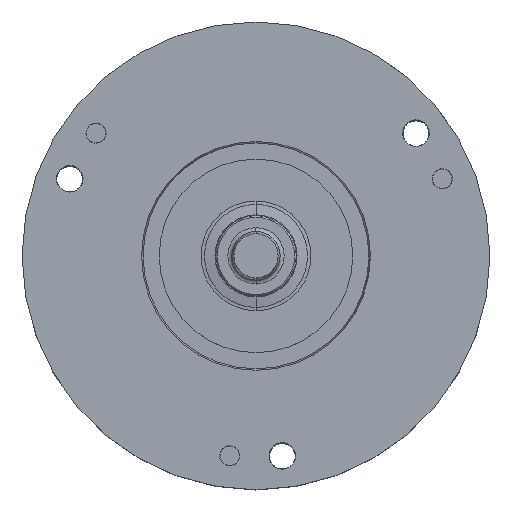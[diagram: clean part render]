
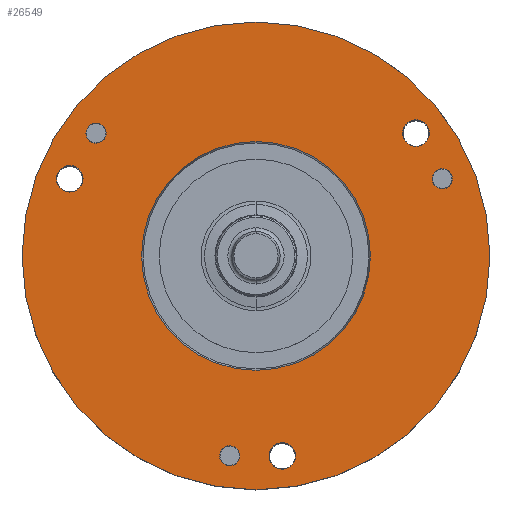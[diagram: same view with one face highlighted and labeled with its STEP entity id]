
A CAD part, top view. The second image highlights one B-rep face of the part: STEP entity #26549.
In plain terms, the highlighted planar face has unit normal (0, 0, 1).
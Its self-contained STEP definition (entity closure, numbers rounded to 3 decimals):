
#4235=CARTESIAN_POINT('',(0.,0.,25.));
#4236=DIRECTION('',(0.,0.,1.));
#4237=DIRECTION('',(1.,0.,0.));
#4238=AXIS2_PLACEMENT_3D('',#4235,#4236,#4237);
#4240=CARTESIAN_POINT('',(0.,0.,25.));
#4241=DIRECTION('',(0.,0.,1.));
#4242=DIRECTION('',(-1.,0.,0.));
#4243=AXIS2_PLACEMENT_3D('',#4240,#4241,#4242);
#4245=CARTESIAN_POINT('',(-19.834,15.219,25.));
#4246=DIRECTION('',(0.,0.,-1.));
#4247=DIRECTION('',(-0.793,0.609,0.));
#4248=AXIS2_PLACEMENT_3D('',#4245,#4246,#4247);
#4250=CARTESIAN_POINT('',(-19.834,15.219,25.));
#4251=DIRECTION('',(0.,0.,-1.));
#4252=DIRECTION('',(0.793,-0.609,0.));
#4253=AXIS2_PLACEMENT_3D('',#4250,#4251,#4252);
#4255=CARTESIAN_POINT('',(-3.263,-24.786,25.));
#4256=DIRECTION('',(0.,0.,-1.));
#4257=DIRECTION('',(-0.131,-0.991,0.));
#4258=AXIS2_PLACEMENT_3D('',#4255,#4256,#4257);
#4260=CARTESIAN_POINT('',(-3.263,-24.786,25.));
#4261=DIRECTION('',(0.,0.,-1.));
#4262=DIRECTION('',(0.131,0.991,0.));
#4263=AXIS2_PLACEMENT_3D('',#4260,#4261,#4262);
#4265=CARTESIAN_POINT('',(23.097,9.567,25.));
#4266=DIRECTION('',(0.,0.,-1.));
#4267=DIRECTION('',(0.924,0.383,0.));
#4268=AXIS2_PLACEMENT_3D('',#4265,#4266,#4267);
#4270=CARTESIAN_POINT('',(23.097,9.567,25.));
#4271=DIRECTION('',(0.,0.,-1.));
#4272=DIRECTION('',(-0.924,-0.383,0.));
#4273=AXIS2_PLACEMENT_3D('',#4270,#4271,#4272);
#4275=CARTESIAN_POINT('',(3.263,-24.786,25.));
#4276=DIRECTION('',(0.,0.,1.));
#4277=DIRECTION('',(0.,-1.,0.));
#4278=AXIS2_PLACEMENT_3D('',#4275,#4276,#4277);
#4280=CARTESIAN_POINT('',(3.263,-24.786,25.));
#4281=DIRECTION('',(0.,0.,1.));
#4282=DIRECTION('',(0.,1.,0.));
#4283=AXIS2_PLACEMENT_3D('',#4280,#4281,#4282);
#4285=CARTESIAN_POINT('',(19.834,15.219,25.));
#4286=DIRECTION('',(0.,0.,1.));
#4287=DIRECTION('',(0.,-1.,0.));
#4288=AXIS2_PLACEMENT_3D('',#4285,#4286,#4287);
#4290=CARTESIAN_POINT('',(19.834,15.219,25.));
#4291=DIRECTION('',(0.,0.,1.));
#4292=DIRECTION('',(0.,1.,0.));
#4293=AXIS2_PLACEMENT_3D('',#4290,#4291,#4292);
#4295=CARTESIAN_POINT('',(-23.097,9.567,25.));
#4296=DIRECTION('',(0.,0.,1.));
#4297=DIRECTION('',(0.,-1.,0.));
#4298=AXIS2_PLACEMENT_3D('',#4295,#4296,#4297);
#4300=CARTESIAN_POINT('',(-23.097,9.567,25.));
#4301=DIRECTION('',(0.,0.,1.));
#4302=DIRECTION('',(0.,1.,0.));
#4303=AXIS2_PLACEMENT_3D('',#4300,#4301,#4302);
#4314=CARTESIAN_POINT('',(0.,0.,25.));
#4315=DIRECTION('',(0.,0.,-1.));
#4316=DIRECTION('',(-1.,0.,0.));
#4317=AXIS2_PLACEMENT_3D('',#4314,#4315,#4316);
#4343=CARTESIAN_POINT('',(0.,0.,25.));
#4344=DIRECTION('',(0.,0.,-1.));
#4345=DIRECTION('',(1.,0.,0.));
#4346=AXIS2_PLACEMENT_3D('',#4343,#4344,#4345);
#20841=CARTESIAN_POINT('',(29.,0.,25.));
#20842=CARTESIAN_POINT('',(-29.,0.,25.));
#20843=VERTEX_POINT('',#20841);
#20844=VERTEX_POINT('',#20842);
#20921=CARTESIAN_POINT('',(-20.826,15.98,25.));
#20922=CARTESIAN_POINT('',(-18.842,14.458,25.));
#20923=VERTEX_POINT('',#20921);
#20924=VERTEX_POINT('',#20922);
#20925=CARTESIAN_POINT('',(-3.426,-26.025,25.));
#20926=CARTESIAN_POINT('',(-3.1,-23.547,25.));
#20927=VERTEX_POINT('',#20925);
#20928=VERTEX_POINT('',#20926);
#20929=CARTESIAN_POINT('',(24.252,10.045,25.));
#20930=CARTESIAN_POINT('',(21.942,9.089,25.));
#20931=VERTEX_POINT('',#20929);
#20932=VERTEX_POINT('',#20930);
#21031=CARTESIAN_POINT('',(14.188,0.,25.));
#21032=CARTESIAN_POINT('',(-14.188,0.,25.));
#21033=VERTEX_POINT('',#21031);
#21034=VERTEX_POINT('',#21032);
#21215=CARTESIAN_POINT('',(3.263,-26.436,25.));
#21216=CARTESIAN_POINT('',(3.263,-23.136,25.));
#21217=VERTEX_POINT('',#21215);
#21218=VERTEX_POINT('',#21216);
#21223=CARTESIAN_POINT('',(19.834,13.569,25.));
#21224=CARTESIAN_POINT('',(19.834,16.869,25.));
#21225=VERTEX_POINT('',#21223);
#21226=VERTEX_POINT('',#21224);
#21231=CARTESIAN_POINT('',(-23.097,7.917,25.));
#21232=CARTESIAN_POINT('',(-23.097,11.217,25.));
#21233=VERTEX_POINT('',#21231);
#21234=VERTEX_POINT('',#21232);
#26498=CARTESIAN_POINT('',(0.,0.,25.));
#26499=DIRECTION('',(0.,0.,1.));
#26500=DIRECTION('',(1.,0.,0.));
#26501=AXIS2_PLACEMENT_3D('',#26498,#26499,#26500);
#26502=PLANE('',#26501);
#26503=ORIENTED_EDGE('',*,*,#26478,.F.);
#26504=ORIENTED_EDGE('',*,*,#26492,.F.);
#26505=EDGE_LOOP('',(#26503,#26504));
#26506=FACE_OUTER_BOUND('',#26505,.F.);
#26508=ORIENTED_EDGE('',*,*,#26507,.F.);
#26510=ORIENTED_EDGE('',*,*,#26509,.F.);
#26511=EDGE_LOOP('',(#26508,#26510));
#26512=FACE_BOUND('',#26511,.F.);
#26514=ORIENTED_EDGE('',*,*,#26513,.F.);
#26516=ORIENTED_EDGE('',*,*,#26515,.F.);
#26517=EDGE_LOOP('',(#26514,#26516));
#26518=FACE_BOUND('',#26517,.F.);
#26520=ORIENTED_EDGE('',*,*,#26519,.F.);
#26522=ORIENTED_EDGE('',*,*,#26521,.F.);
#26523=EDGE_LOOP('',(#26520,#26522));
#26524=FACE_BOUND('',#26523,.F.);
#26526=ORIENTED_EDGE('',*,*,#26525,.F.);
#26528=ORIENTED_EDGE('',*,*,#26527,.F.);
#26529=EDGE_LOOP('',(#26526,#26528));
#26530=FACE_BOUND('',#26529,.F.);
#26532=ORIENTED_EDGE('',*,*,#26531,.T.);
#26534=ORIENTED_EDGE('',*,*,#26533,.T.);
#26535=EDGE_LOOP('',(#26532,#26534));
#26536=FACE_BOUND('',#26535,.F.);
#26538=ORIENTED_EDGE('',*,*,#26537,.T.);
#26540=ORIENTED_EDGE('',*,*,#26539,.T.);
#26541=EDGE_LOOP('',(#26538,#26540));
#26542=FACE_BOUND('',#26541,.F.);
#26544=ORIENTED_EDGE('',*,*,#26543,.T.);
#26546=ORIENTED_EDGE('',*,*,#26545,.T.);
#26547=EDGE_LOOP('',(#26544,#26546));
#26548=FACE_BOUND('',#26547,.F.);
#4239=CIRCLE('',#4238,29.);
#4244=CIRCLE('',#4243,29.);
#4249=CIRCLE('',#4248,1.25);
#4254=CIRCLE('',#4253,1.25);
#4259=CIRCLE('',#4258,1.25);
#4264=CIRCLE('',#4263,1.25);
#4269=CIRCLE('',#4268,1.25);
#4274=CIRCLE('',#4273,1.25);
#4279=CIRCLE('',#4278,1.65);
#4284=CIRCLE('',#4283,1.65);
#4289=CIRCLE('',#4288,1.65);
#4294=CIRCLE('',#4293,1.65);
#4299=CIRCLE('',#4298,1.65);
#4304=CIRCLE('',#4303,1.65);
#4318=CIRCLE('',#4317,14.188);
#4347=CIRCLE('',#4346,14.188);
#26478=EDGE_CURVE('',#20843,#20844,#4239,.T.);
#26492=EDGE_CURVE('',#20844,#20843,#4244,.T.);
#26507=EDGE_CURVE('',#21034,#21033,#4318,.T.);
#26509=EDGE_CURVE('',#21033,#21034,#4347,.T.);
#26513=EDGE_CURVE('',#20923,#20924,#4249,.T.);
#26515=EDGE_CURVE('',#20924,#20923,#4254,.T.);
#26519=EDGE_CURVE('',#20927,#20928,#4259,.T.);
#26521=EDGE_CURVE('',#20928,#20927,#4264,.T.);
#26525=EDGE_CURVE('',#20931,#20932,#4269,.T.);
#26527=EDGE_CURVE('',#20932,#20931,#4274,.T.);
#26531=EDGE_CURVE('',#21217,#21218,#4279,.T.);
#26533=EDGE_CURVE('',#21218,#21217,#4284,.T.);
#26537=EDGE_CURVE('',#21225,#21226,#4289,.T.);
#26539=EDGE_CURVE('',#21226,#21225,#4294,.T.);
#26543=EDGE_CURVE('',#21233,#21234,#4299,.T.);
#26545=EDGE_CURVE('',#21234,#21233,#4304,.T.);
#26549=ADVANCED_FACE('',(#26506,#26512,#26518,#26524,#26530,#26536,#26542,
#26548),#26502,.T.);
